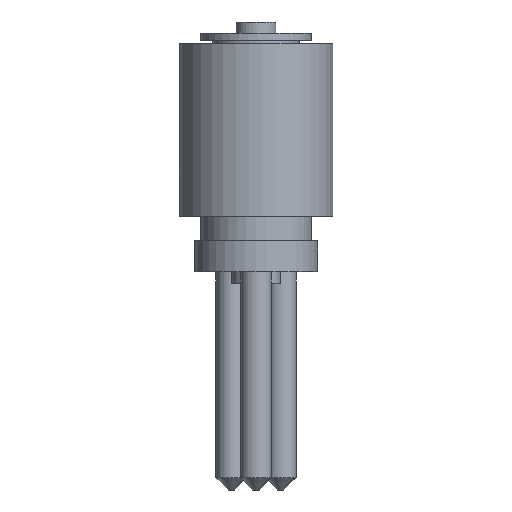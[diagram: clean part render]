
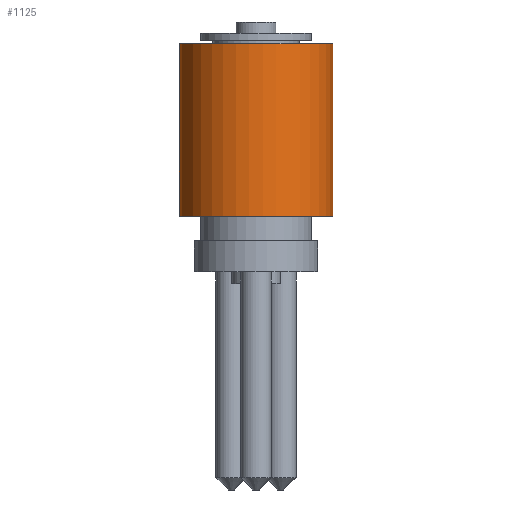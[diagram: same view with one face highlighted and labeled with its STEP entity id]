
A CAD part, left-side view. The second image highlights one B-rep face of the part: STEP entity #1125.
In plain terms, the highlighted cylindrical face has radius 12.5 mm (diameter 25 mm), a full revolution.
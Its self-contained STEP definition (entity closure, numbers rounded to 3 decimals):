
#147=CYLINDRICAL_SURFACE('',#1359,12.5);
#177=FACE_OUTER_BOUND('',#253,.T.);
#253=EDGE_LOOP('',(#868,#869,#870,#871));
#320=LINE('',#1959,#369);
#369=VECTOR('',#1607,12.5);
#430=CIRCLE('',#1358,12.5);
#431=CIRCLE('',#1360,12.5);
#520=VERTEX_POINT('',#1954);
#521=VERTEX_POINT('',#1957);
#651=EDGE_CURVE('',#520,#520,#430,.T.);
#652=EDGE_CURVE('',#521,#521,#431,.T.);
#653=EDGE_CURVE('',#521,#520,#320,.T.);
#868=ORIENTED_EDGE('',*,*,#652,.T.);
#869=ORIENTED_EDGE('',*,*,#653,.T.);
#870=ORIENTED_EDGE('',*,*,#651,.T.);
#871=ORIENTED_EDGE('',*,*,#653,.F.);
#1125=ADVANCED_FACE('',(#177),#147,.T.);
#1358=AXIS2_PLACEMENT_3D('',#1955,#1601,#1602);
#1359=AXIS2_PLACEMENT_3D('',#1956,#1603,#1604);
#1360=AXIS2_PLACEMENT_3D('',#1958,#1605,#1606);
#1601=DIRECTION('center_axis',(0.,0.,1.));
#1602=DIRECTION('ref_axis',(-1.,0.,0.));
#1603=DIRECTION('center_axis',(0.,0.,1.));
#1604=DIRECTION('ref_axis',(-1.,0.,0.));
#1605=DIRECTION('center_axis',(0.,0.,-1.));
#1606=DIRECTION('ref_axis',(-1.,0.,0.));
#1607=DIRECTION('',(0.,0.,-1.));
#1954=CARTESIAN_POINT('',(12.5,0.,-14.));
#1955=CARTESIAN_POINT('Origin',(0.,0.,-14.));
#1956=CARTESIAN_POINT('Origin',(0.,0.,0.));
#1957=CARTESIAN_POINT('',(12.5,0.,14.));
#1958=CARTESIAN_POINT('Origin',(0.,0.,14.));
#1959=CARTESIAN_POINT('',(12.5,0.,0.));
